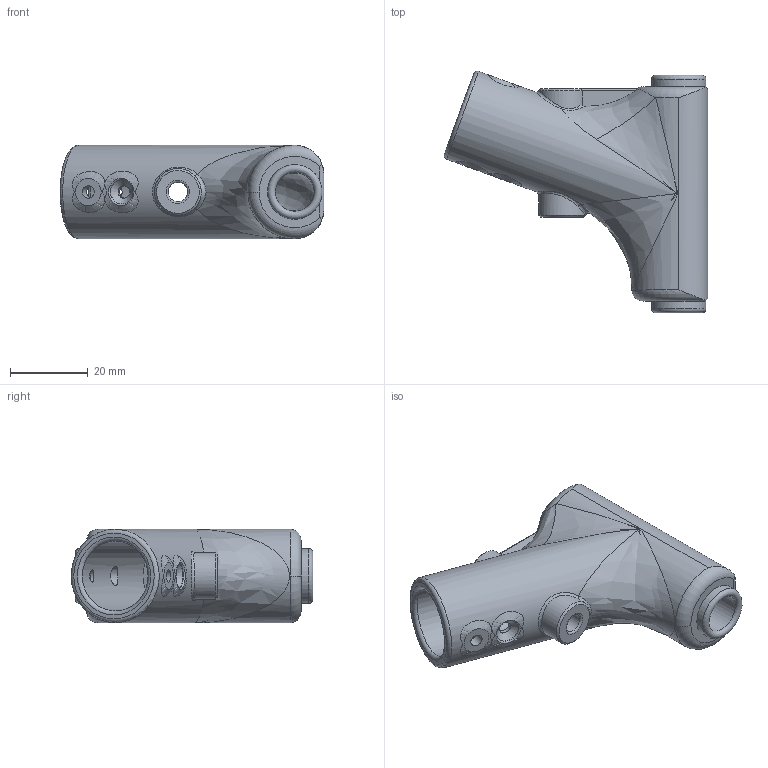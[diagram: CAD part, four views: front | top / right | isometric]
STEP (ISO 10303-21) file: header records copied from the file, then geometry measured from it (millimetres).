
FILE_DESCRIPTION(/* description */ (''),/* implementation_level */ '2;1');
FILE_NAME(/* name */ 'Landing gear pivot v9.step',/* time_stamp */ '2016-10-27T21:23:39+11:00',/* author */ (''),/* organization */ (''),/* preprocessor_version */ 'ST-DEVELOPER v16.5',/* originating_system */ 'Autodesk Translation Framework v5.2.0.2031',/* authorisation */ '');
FILE_SCHEMA (('AUTOMOTIVE_DESIGN { 1 0 10303 214 3 1 1 }'));
Length unit declared in the file: centimetre
Products named in the file (1): Landing gear pivot v9
Bounding box: 67.71 x 62.02 x 24 mm (x, y, z)
Volume: 31677.3 mm3; surface area: 12644.2 mm2
Topology: 1 solids, 1 shells, 66 faces, 190 edges, 125 vertices
Faces by surface type: cylinder 21, plane 19, bspline 12, torus 11, cone 3
Full cylindrical faces by diameter (mm): 3.2 x3, 5 x2, 6.2 x1, 10 x1, 14 x2, 18 x1, 23.98 x1
Entity records: 3849 total; most frequent: CARTESIAN_POINT 2403, ORIENTED_EDGE 292, DIRECTION 252, EDGE_CURVE 146, AXIS2_PLACEMENT_3D 109, VERTEX_POINT 105, EDGE_LOOP 101, FACE_OUTER_BOUND 66
